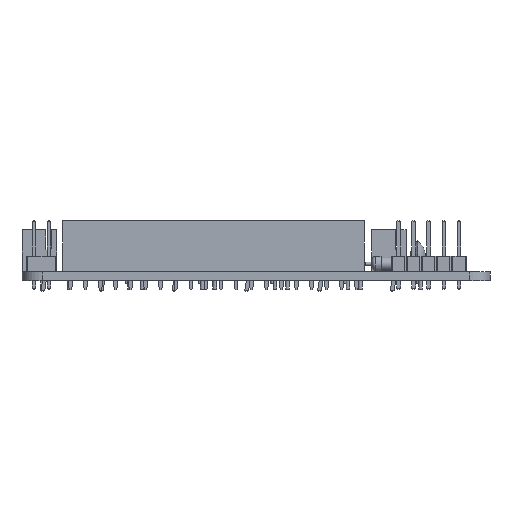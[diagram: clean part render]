
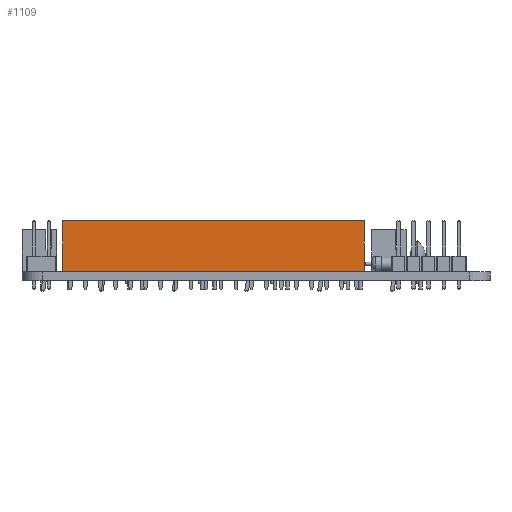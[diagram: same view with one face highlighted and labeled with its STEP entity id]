
A CAD part, front view. The second image highlights one B-rep face of the part: STEP entity #1109.
In plain terms, the highlighted face is planar.
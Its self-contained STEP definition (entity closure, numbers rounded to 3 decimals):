
#1109 = ADVANCED_FACE('',(#1110),#1144,.F.);
#1110 = FACE_BOUND('',#1111,.F.);
#1111 = EDGE_LOOP('',(#1112,#1122,#1130,#1138));
#1112 = ORIENTED_EDGE('',*,*,#1113,.T.);
#1113 = EDGE_CURVE('',#1114,#1116,#1118,.T.);
#1114 = VERTEX_POINT('',#1115);
#1115 = CARTESIAN_POINT('',(1.27,-49.53,0.));
#1116 = VERTEX_POINT('',#1117);
#1117 = CARTESIAN_POINT('',(1.27,-49.53,8.5));
#1118 = LINE('',#1119,#1120);
#1119 = CARTESIAN_POINT('',(1.27,-49.53,0.));
#1120 = VECTOR('',#1121,1.);
#1121 = DIRECTION('',(0.,0.,1.));
#1122 = ORIENTED_EDGE('',*,*,#1123,.T.);
#1123 = EDGE_CURVE('',#1116,#1124,#1126,.T.);
#1124 = VERTEX_POINT('',#1125);
#1125 = CARTESIAN_POINT('',(1.27,1.27,8.5));
#1126 = LINE('',#1127,#1128);
#1127 = CARTESIAN_POINT('',(1.27,-49.53,8.5));
#1128 = VECTOR('',#1129,1.);
#1129 = DIRECTION('',(0.,1.,0.));
#1130 = ORIENTED_EDGE('',*,*,#1131,.F.);
#1131 = EDGE_CURVE('',#1132,#1124,#1134,.T.);
#1132 = VERTEX_POINT('',#1133);
#1133 = CARTESIAN_POINT('',(1.27,1.27,0.));
#1134 = LINE('',#1135,#1136);
#1135 = CARTESIAN_POINT('',(1.27,1.27,0.));
#1136 = VECTOR('',#1137,1.);
#1137 = DIRECTION('',(0.,0.,1.));
#1138 = ORIENTED_EDGE('',*,*,#1139,.F.);
#1139 = EDGE_CURVE('',#1114,#1132,#1140,.T.);
#1140 = LINE('',#1141,#1142);
#1141 = CARTESIAN_POINT('',(1.27,-49.53,0.));
#1142 = VECTOR('',#1143,1.);
#1143 = DIRECTION('',(0.,1.,0.));
#1144 = PLANE('',#1145);
#1145 = AXIS2_PLACEMENT_3D('',#1146,#1147,#1148);
#1146 = CARTESIAN_POINT('',(1.27,-49.53,0.));
#1147 = DIRECTION('',(-1.,0.,0.));
#1148 = DIRECTION('',(0.,1.,0.));
